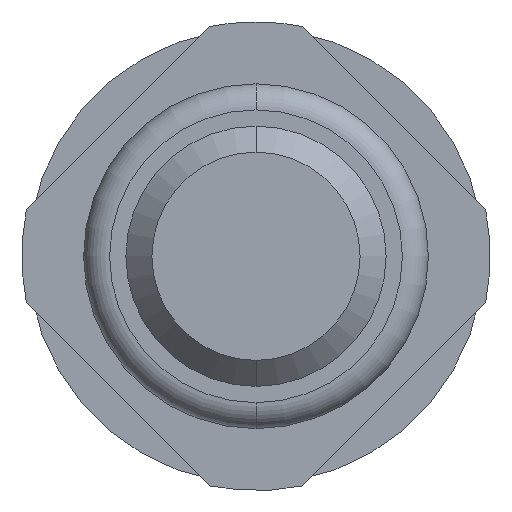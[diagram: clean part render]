
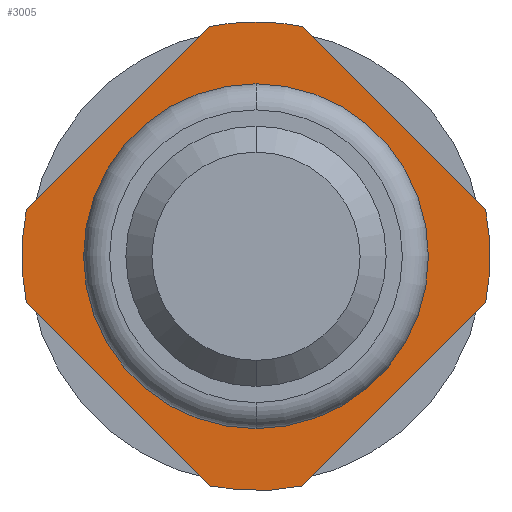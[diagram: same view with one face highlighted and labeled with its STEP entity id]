
A CAD part, front view. The second image highlights one B-rep face of the part: STEP entity #3005.
In plain terms, the highlighted planar face has unit normal (0, -1, 0).
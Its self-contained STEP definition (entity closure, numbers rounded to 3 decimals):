
#9 = VERTEX_POINT ( 'NONE', #2817 ) ;
#40 = CIRCLE ( 'NONE', #3573, 1.325 ) ;
#50 = AXIS2_PLACEMENT_3D ( 'NONE', #2117, #953, #347 ) ;
#54 = AXIS2_PLACEMENT_3D ( 'NONE', #565, #1994, #2553 ) ;
#94 = AXIS2_PLACEMENT_3D ( 'NONE', #2419, #3266, #1506 ) ;
#106 = EDGE_LOOP ( 'NONE', ( #197, #2145, #1064, #1270, #2781, #1724, #380, #765, #541 ) ) ;
#134 = DIRECTION ( 'NONE',  ( 0., 0., 1. ) ) ;
#140 = DIRECTION ( 'NONE',  ( 0.707, 0., -0.707 ) ) ;
#184 = DIRECTION ( 'NONE',  ( 0., 1., 0. ) ) ;
#197 = ORIENTED_EDGE ( 'NONE', *, *, #2905, .F. ) ;
#203 = FACE_OUTER_BOUND ( 'NONE', #106, .T. ) ;
#238 = CARTESIAN_POINT ( 'NONE',  ( -1.764, -2., -0.357 ) ) ;
#247 = DIRECTION ( 'NONE',  ( 0., 1., 0. ) ) ;
#347 = DIRECTION ( 'NONE',  ( 0., 0., 1. ) ) ;
#380 = ORIENTED_EDGE ( 'NONE', *, *, #797, .F. ) ;
#483 = AXIS2_PLACEMENT_3D ( 'NONE', #2509, #2214, #2519 ) ;
#541 = ORIENTED_EDGE ( 'NONE', *, *, #2059, .F. ) ;
#565 = CARTESIAN_POINT ( 'NONE',  ( 0., -2., 0. ) ) ;
#581 = CARTESIAN_POINT ( 'NONE',  ( 0.357, -2., 1.764 ) ) ;
#633 = VERTEX_POINT ( 'NONE', #1975 ) ;
#642 = CARTESIAN_POINT ( 'NONE',  ( 0., -2., 0. ) ) ;
#684 = ORIENTED_EDGE ( 'NONE', *, *, #1790, .T. ) ;
#702 = VECTOR ( 'NONE', #2206, 1000. ) ;
#765 = ORIENTED_EDGE ( 'NONE', *, *, #2564, .F. ) ;
#770 = CARTESIAN_POINT ( 'NONE',  ( -0.161, -2., -1.961 ) ) ;
#797 = EDGE_CURVE ( 'Defeature ausgef�hrt3_4+Defeature ausgef�hrt3_0+Defeature ausgef�hrt3_15+Defeature ausgef�hrt3_16', #9, #1287, #2339, .T. ) ;
#825 = VECTOR ( 'NONE', #140, 1000. ) ;
#953 = DIRECTION ( 'NONE',  ( 0., 1., 0. ) ) ;
#970 = EDGE_CURVE ( 'Defeature ausgef�hrt3_16+Defeature ausgef�hrt3_0+Defeature ausgef�hrt3_4+Defeature ausgef�hrt3_3', #1287, #3575, #1551, .T. ) ;
#1007 = VECTOR ( 'NONE', #2184, 1000. ) ;
#1047 = LINE ( 'NONE', #2794, #702 ) ;
#1064 = ORIENTED_EDGE ( 'NONE', *, *, #1961, .F. ) ;
#1137 = CIRCLE ( 'NONE', #1943, 1.8 ) ;
#1169 = ORIENTED_EDGE ( 'NONE', *, *, #1427, .T. ) ;
#1220 = CARTESIAN_POINT ( 'NONE',  ( 1.764, -2., 0.357 ) ) ;
#1270 = ORIENTED_EDGE ( 'NONE', *, *, #1385, .F. ) ;
#1278 = EDGE_CURVE ( 'Defeature ausgef�hrt3_2+Defeature ausgef�hrt3_0+Defeature ausgef�hrt3_17+Defeature ausgef�hrt3_18', #1367, #3059, #2813, .T. ) ;
#1287 = VERTEX_POINT ( 'NONE', #2702 ) ;
#1310 = EDGE_CURVE ( 'Defeature ausgef�hrt3_3+Defeature ausgef�hrt3_0+Defeature ausgef�hrt3_16+Defeature ausgef�hrt3_17', #3575, #3471, #1137, .T. ) ;
#1367 = VERTEX_POINT ( 'NONE', #3254 ) ;
#1385 = EDGE_CURVE ( 'Defeature ausgef�hrt3_17+Defeature ausgef�hrt3_0+Defeature ausgef�hrt3_3+Defeature ausgef�hrt3_2', #3471, #633, #1047, .T. ) ;
#1427 = EDGE_CURVE ( 'Defeature ausgef�hrt3_0+Defeature ausgef�hrt3_12+Defeature ausgef�hrt3_12+Defeature ausgef�hrt3_12', #3676, #2260, #40, .T. ) ;
#1498 = CIRCLE ( 'NONE', #54, 1.8 ) ;
#1501 = CIRCLE ( 'NONE', #3292, 1.325 ) ;
#1506 = DIRECTION ( 'NONE',  ( 0., 0., 1. ) ) ;
#1516 = CARTESIAN_POINT ( 'NONE',  ( 0., -2., 1.325 ) ) ;
#1551 = LINE ( 'NONE', #770, #1007 ) ;
#1584 = LINE ( 'NONE', #2773, #825 ) ;
#1599 = AXIS2_PLACEMENT_3D ( 'NONE', #2075, #2317, #1739 ) ;
#1710 = CARTESIAN_POINT ( 'NONE',  ( 1.961, -2., -0.161 ) ) ;
#1724 = ORIENTED_EDGE ( 'NONE', *, *, #970, .F. ) ;
#1739 = DIRECTION ( 'NONE',  ( 0., 0., 1. ) ) ;
#1790 = EDGE_CURVE ( 'Defeature ausgef�hrt3_0+Defeature ausgef�hrt3_12+Defeature ausgef�hrt3_12+Defeature ausgef�hrt3_12', #2260, #3676, #1501, .T. ) ;
#1817 = FACE_BOUND ( 'NONE', #3245, .T. ) ;
#1913 = CARTESIAN_POINT ( 'NONE',  ( 0., -2., 0. ) ) ;
#1919 = PLANE ( 'NONE',  #483 ) ;
#1943 = AXIS2_PLACEMENT_3D ( 'NONE', #642, #3239, #2941 ) ;
#1961 = EDGE_CURVE ( 'Defeature ausgef�hrt3_2+Defeature ausgef�hrt3_0+Defeature ausgef�hrt3_17+Defeature ausgef�hrt3_18', #633, #1367, #1498, .T. ) ;
#1975 = CARTESIAN_POINT ( 'NONE',  ( -0.357, -2., 1.764 ) ) ;
#1994 = DIRECTION ( 'NONE',  ( 0., 1., 0. ) ) ;
#2014 = DIRECTION ( 'NONE',  ( -0.707, 0., -0.707 ) ) ;
#2059 = EDGE_CURVE ( 'Defeature ausgef�hrt3_1+Defeature ausgef�hrt3_0+Defeature ausgef�hrt3_18+Defeature ausgef�hrt3_15', #2710, #3483, #3630, .T. ) ;
#2075 = CARTESIAN_POINT ( 'NONE',  ( 0., -2., 0. ) ) ;
#2117 = CARTESIAN_POINT ( 'NONE',  ( 0., -2., 0. ) ) ;
#2145 = ORIENTED_EDGE ( 'NONE', *, *, #1278, .F. ) ;
#2184 = DIRECTION ( 'NONE',  ( -0.707, 0., 0.707 ) ) ;
#2206 = DIRECTION ( 'NONE',  ( 0.707, 0., 0.707 ) ) ;
#2214 = DIRECTION ( 'NONE',  ( 0., 1., 0. ) ) ;
#2260 = VERTEX_POINT ( 'NONE', #1516 ) ;
#2317 = DIRECTION ( 'NONE',  ( 0., 1., 0. ) ) ;
#2339 = CIRCLE ( 'NONE', #50, 1.8 ) ;
#2419 = CARTESIAN_POINT ( 'NONE',  ( 0., -2., 0. ) ) ;
#2464 = CARTESIAN_POINT ( 'NONE',  ( 1.764, -2., -0.357 ) ) ;
#2509 = CARTESIAN_POINT ( 'NONE',  ( 1.8, -2., 0. ) ) ;
#2519 = DIRECTION ( 'NONE',  ( 0., 0., 1. ) ) ;
#2553 = DIRECTION ( 'NONE',  ( 0., 0., 1. ) ) ;
#2564 = EDGE_CURVE ( 'Defeature ausgef�hrt3_15+Defeature ausgef�hrt3_0+Defeature ausgef�hrt3_1+Defeature ausgef�hrt3_4', #3483, #9, #3402, .T. ) ;
#2702 = CARTESIAN_POINT ( 'NONE',  ( -0.357, -2., -1.764 ) ) ;
#2710 = VERTEX_POINT ( 'NONE', #1220 ) ;
#2762 = VECTOR ( 'NONE', #2014, 1000. ) ;
#2773 = CARTESIAN_POINT ( 'NONE',  ( 1.961, -2., 0.161 ) ) ;
#2781 = ORIENTED_EDGE ( 'NONE', *, *, #1310, .F. ) ;
#2794 = CARTESIAN_POINT ( 'NONE',  ( -0.161, -2., 1.961 ) ) ;
#2813 = CIRCLE ( 'NONE', #94, 1.8 ) ;
#2817 = CARTESIAN_POINT ( 'NONE',  ( 0.357, -2., -1.764 ) ) ;
#2887 = CARTESIAN_POINT ( 'NONE',  ( 0., -2., -1.325 ) ) ;
#2905 = EDGE_CURVE ( 'Defeature ausgef�hrt3_18+Defeature ausgef�hrt3_0+Defeature ausgef�hrt3_2+Defeature ausgef�hrt3_1', #3059, #2710, #1584, .T. ) ;
#2941 = DIRECTION ( 'NONE',  ( 0., 0., 1. ) ) ;
#3005 = ADVANCED_FACE ( 'Defeature ausgef�hrt3_0', ( #1817, #203 ), #1919, .F. ) ;
#3059 = VERTEX_POINT ( 'NONE', #581 ) ;
#3239 = DIRECTION ( 'NONE',  ( 0., 1., 0. ) ) ;
#3245 = EDGE_LOOP ( 'NONE', ( #684, #1169 ) ) ;
#3254 = CARTESIAN_POINT ( 'NONE',  ( 0., -2., 1.8 ) ) ;
#3266 = DIRECTION ( 'NONE',  ( 0., 1., 0. ) ) ;
#3292 = AXIS2_PLACEMENT_3D ( 'NONE', #3372, #247, #134 ) ;
#3328 = CARTESIAN_POINT ( 'NONE',  ( -1.764, -2., 0.357 ) ) ;
#3372 = CARTESIAN_POINT ( 'NONE',  ( 0., -2., 0. ) ) ;
#3397 = DIRECTION ( 'NONE',  ( 0., 0., 1. ) ) ;
#3402 = LINE ( 'NONE', #1710, #2762 ) ;
#3471 = VERTEX_POINT ( 'NONE', #3328 ) ;
#3483 = VERTEX_POINT ( 'NONE', #2464 ) ;
#3573 = AXIS2_PLACEMENT_3D ( 'NONE', #1913, #184, #3397 ) ;
#3575 = VERTEX_POINT ( 'NONE', #238 ) ;
#3630 = CIRCLE ( 'NONE', #1599, 1.8 ) ;
#3676 = VERTEX_POINT ( 'NONE', #2887 ) ;
